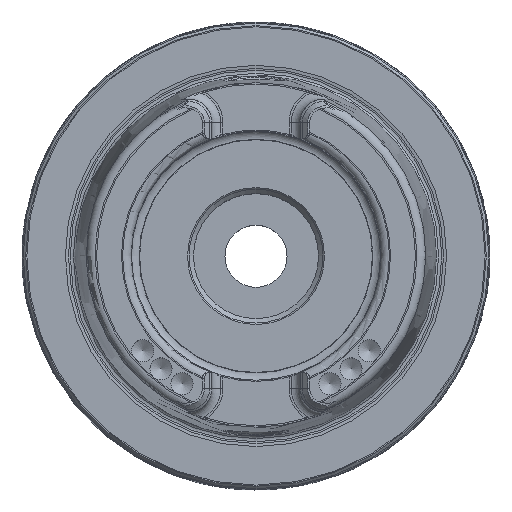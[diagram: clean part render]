
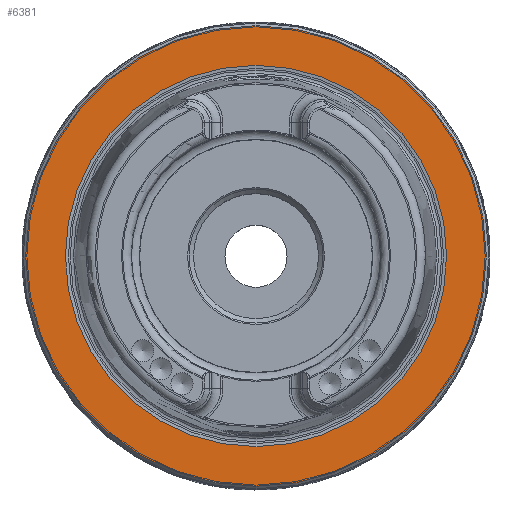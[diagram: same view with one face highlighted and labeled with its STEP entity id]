
A CAD part, top view. The second image highlights one B-rep face of the part: STEP entity #6381.
In plain terms, the highlighted planar face has unit normal (0, 0, 1).
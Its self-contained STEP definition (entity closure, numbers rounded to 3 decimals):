
#601=PLANE('',#6880);
#1657=ORIENTED_EDGE('',*,*,#2397,.T.);
#1658=ORIENTED_EDGE('',*,*,#2394,.F.);
#2394=EDGE_CURVE('',#2876,#2876,#3182,.T.);
#2397=EDGE_CURVE('',#2879,#2879,#3185,.T.);
#2876=VERTEX_POINT('',#9913);
#2879=VERTEX_POINT('',#9922);
#3182=CIRCLE('',#6875,25.782);
#3185=CIRCLE('',#6881,31.15);
#3570=EDGE_LOOP('',(#1657));
#3571=EDGE_LOOP('',(#1658));
#4006=FACE_BOUND('',#3570,.T.);
#4007=FACE_BOUND('',#3571,.T.);
#6381=ADVANCED_FACE('',(#4006,#4007),#601,.T.);
#6875=AXIS2_PLACEMENT_3D('',#9912,#7958,#7959);
#6880=AXIS2_PLACEMENT_3D('',#9920,#7968,#7969);
#6881=AXIS2_PLACEMENT_3D('',#9921,#7970,#7971);
#7958=DIRECTION('',(0.,0.,1.));
#7959=DIRECTION('',(1.,0.,0.));
#7968=DIRECTION('',(0.,0.,1.));
#7969=DIRECTION('',(1.,0.,0.));
#7970=DIRECTION('',(0.,0.,1.));
#7971=DIRECTION('',(1.,0.,0.));
#9912=CARTESIAN_POINT('',(0.,0.,0.2));
#9913=CARTESIAN_POINT('',(25.782,0.,0.2));
#9920=CARTESIAN_POINT('',(25.782,0.,0.2));
#9921=CARTESIAN_POINT('',(0.,0.,0.2));
#9922=CARTESIAN_POINT('',(31.15,0.,0.2));
